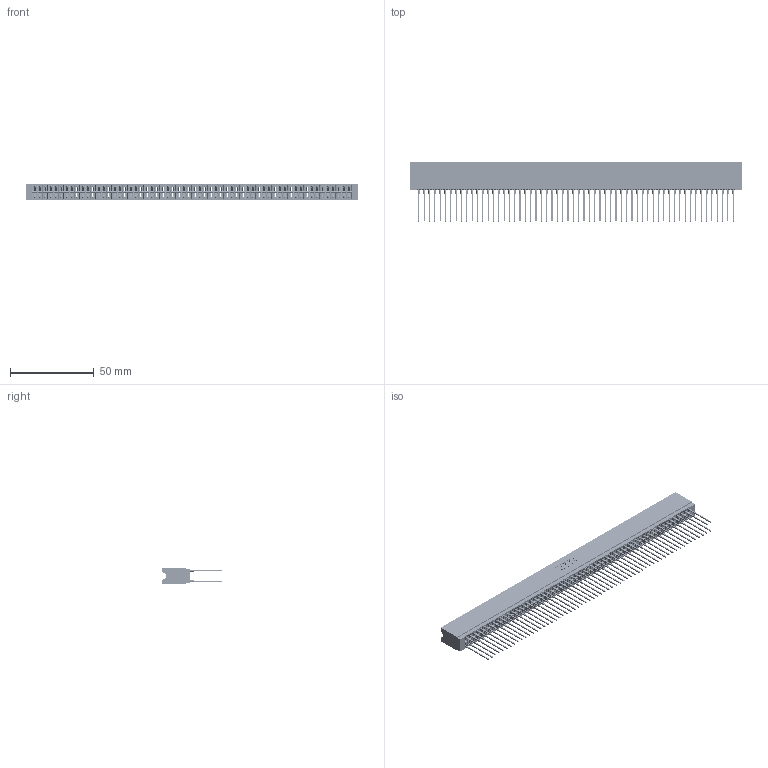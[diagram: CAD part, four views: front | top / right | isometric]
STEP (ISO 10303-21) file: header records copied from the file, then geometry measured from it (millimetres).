
FILE_DESCRIPTION (( 'STEP AP203' ), '1' );
FILE_NAME ('746-120-541-606.STEP', '2020-09-18T20:37:26', ( '' ), ( '' ), 'SwSTEP 2.0', 'SolidWorks 2020', '' );
FILE_SCHEMA (( 'CONFIG_CONTROL_DESIGN' ));
Products named in the file (3): 746-120-541-606; 746 Part_.340 Slot Depth - 06; 746-292-001_541
Assembly tree (121 placements, depth 2):
  746-120-541-606
    746 Part_.340 Slot Depth - 06
    746-292-001_541  x120
Bounding box: 197.74 x 35.42 x 9.91 mm (x, y, z)
Volume: 23268.1 mm3; surface area: 37627.1 mm2
Topology: 121 solids, 121 shells, 10838 faces, 29785 edges, 18955 vertices
Faces by surface type: plane 5576, bspline 2400, cylinder 2142, torus 720
Entity records: 90071 total; most frequent: CARTESIAN_POINT 17748, ORIENTED_EDGE 15540, DIRECTION 12944, EDGE_CURVE 7770, LINE 6986, VECTOR 6986, VERTEX_POINT 5151, AXIS2_PLACEMENT_3D 2979
